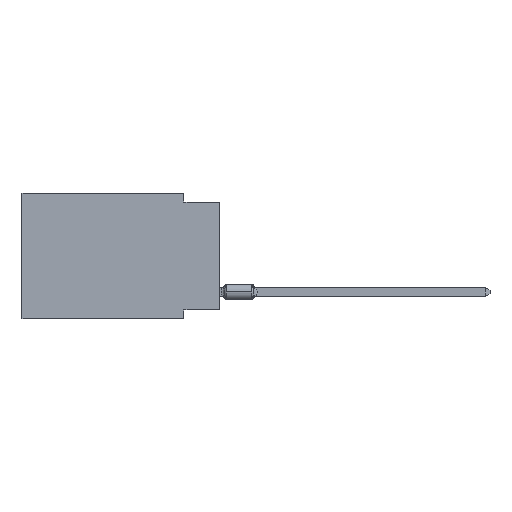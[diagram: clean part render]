
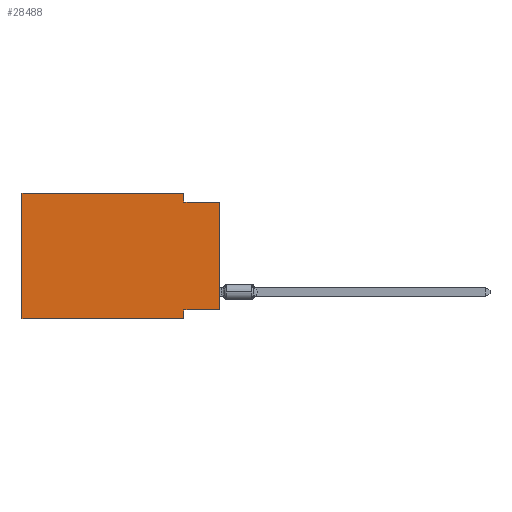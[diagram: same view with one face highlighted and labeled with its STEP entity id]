
A CAD part, left-side view. The second image highlights one B-rep face of the part: STEP entity #28488.
In plain terms, the highlighted planar face has unit normal (-1, 0, 0).
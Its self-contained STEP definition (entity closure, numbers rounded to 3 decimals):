
#531 = CARTESIAN_POINT ( 'NONE',  ( 0., 13.97, -8.89 ) ) ;
#658 = VERTEX_POINT ( 'NONE', #32655 ) ;
#820 = ORIENTED_EDGE ( 'NONE', *, *, #10368, .F. ) ;
#880 = VECTOR ( 'NONE', #20180, 1000. ) ;
#1613 = CARTESIAN_POINT ( 'NONE',  ( 0., 0., 0. ) ) ;
#2198 = VERTEX_POINT ( 'NONE', #21509 ) ;
#4674 = CARTESIAN_POINT ( 'NONE',  ( 0., 13.97, 0. ) ) ;
#4967 = LINE ( 'NONE', #17858, #24400 ) ;
#5347 = LINE ( 'NONE', #18244, #20130 ) ;
#5535 = ORIENTED_EDGE ( 'NONE', *, *, #17076, .F. ) ;
#5689 = DIRECTION ( 'NONE',  ( 1., 0., 0. ) ) ;
#6031 = VECTOR ( 'NONE', #26915, 1000. ) ;
#6098 = CARTESIAN_POINT ( 'NONE',  ( 0., 2.54, -8.255 ) ) ;
#6559 = ORIENTED_EDGE ( 'NONE', *, *, #25995, .F. ) ;
#6723 = CARTESIAN_POINT ( 'NONE',  ( 0., 0., -0.635 ) ) ;
#10368 = EDGE_CURVE ( 'NONE', #658, #27930, #5347, .T. ) ;
#10416 = DIRECTION ( 'NONE',  ( 0., 0., -1. ) ) ;
#10451 = VECTOR ( 'NONE', #22874, 1000. ) ;
#10746 = FACE_OUTER_BOUND ( 'NONE', #28855, .T. ) ;
#11766 = EDGE_CURVE ( 'NONE', #32363, #15346, #27311, .T. ) ;
#11863 = VECTOR ( 'NONE', #14673, 1000. ) ;
#12502 = VECTOR ( 'NONE', #27475, 1000. ) ;
#12551 = CARTESIAN_POINT ( 'NONE',  ( 0., 2.54, 0. ) ) ;
#12972 = DIRECTION ( 'NONE',  ( 0., -1., 0. ) ) ;
#13196 = EDGE_CURVE ( 'NONE', #28118, #658, #33986, .T. ) ;
#13225 = ORIENTED_EDGE ( 'NONE', *, *, #25057, .T. ) ;
#14534 = ORIENTED_EDGE ( 'NONE', *, *, #32403, .T. ) ;
#14673 = DIRECTION ( 'NONE',  ( 0., 0., -1. ) ) ;
#15346 = VERTEX_POINT ( 'NONE', #29422 ) ;
#16103 = CARTESIAN_POINT ( 'NONE',  ( 0., 0., -8.255 ) ) ;
#16294 = ORIENTED_EDGE ( 'NONE', *, *, #13196, .F. ) ;
#16765 = VERTEX_POINT ( 'NONE', #6723 ) ;
#16823 = CARTESIAN_POINT ( 'NONE',  ( 0., 2.54, -8.89 ) ) ;
#17076 = EDGE_CURVE ( 'NONE', #27930, #2198, #17636, .T. ) ;
#17636 = LINE ( 'NONE', #28299, #11863 ) ;
#17858 = CARTESIAN_POINT ( 'NONE',  ( 0., 0., -0.635 ) ) ;
#18244 = CARTESIAN_POINT ( 'NONE',  ( 0., 13.97, 0. ) ) ;
#19899 = LINE ( 'NONE', #1613, #10451 ) ;
#20130 = VECTOR ( 'NONE', #28740, 1000. ) ;
#20180 = DIRECTION ( 'NONE',  ( 0., 0., 1. ) ) ;
#20251 = VERTEX_POINT ( 'NONE', #30741 ) ;
#20903 = ORIENTED_EDGE ( 'NONE', *, *, #26019, .F. ) ;
#21383 = CARTESIAN_POINT ( 'NONE',  ( 0., 13.97, 0. ) ) ;
#21505 = LINE ( 'NONE', #16103, #6031 ) ;
#21509 = CARTESIAN_POINT ( 'NONE',  ( 0., 2.54, -0.635 ) ) ;
#21760 = CARTESIAN_POINT ( 'NONE',  ( 0., 13.97, -8.89 ) ) ;
#22874 = DIRECTION ( 'NONE',  ( 0., 0., 1. ) ) ;
#24400 = VECTOR ( 'NONE', #12972, 1000. ) ;
#24410 = LINE ( 'NONE', #531, #27099 ) ;
#25057 = EDGE_CURVE ( 'NONE', #20251, #16765, #19899, .T. ) ;
#25995 = EDGE_CURVE ( 'NONE', #2198, #16765, #4967, .T. ) ;
#26019 = EDGE_CURVE ( 'NONE', #20251, #32363, #21505, .T. ) ;
#26915 = DIRECTION ( 'NONE',  ( 0., 1., 0. ) ) ;
#27099 = VECTOR ( 'NONE', #27722, 1000. ) ;
#27311 = LINE ( 'NONE', #16823, #12502 ) ;
#27475 = DIRECTION ( 'NONE',  ( 0., 0., -1. ) ) ;
#27722 = DIRECTION ( 'NONE',  ( 0., -1., 0. ) ) ;
#27794 = AXIS2_PLACEMENT_3D ( 'NONE', #21383, #5689, #10416 ) ;
#27930 = VERTEX_POINT ( 'NONE', #12551 ) ;
#28118 = VERTEX_POINT ( 'NONE', #21760 ) ;
#28299 = CARTESIAN_POINT ( 'NONE',  ( 0., 2.54, 0. ) ) ;
#28488 = ADVANCED_FACE ( 'NONE', ( #10746 ), #31715, .F. ) ;
#28740 = DIRECTION ( 'NONE',  ( 0., -1., 0. ) ) ;
#28855 = EDGE_LOOP ( 'NONE', ( #13225, #6559, #5535, #820, #16294, #14534, #32667, #20903 ) ) ;
#29422 = CARTESIAN_POINT ( 'NONE',  ( 0., 2.54, -8.89 ) ) ;
#30741 = CARTESIAN_POINT ( 'NONE',  ( 0., 0., -8.255 ) ) ;
#31715 = PLANE ( 'NONE',  #27794 ) ;
#32363 = VERTEX_POINT ( 'NONE', #6098 ) ;
#32403 = EDGE_CURVE ( 'NONE', #28118, #15346, #24410, .T. ) ;
#32655 = CARTESIAN_POINT ( 'NONE',  ( 0., 13.97, 0. ) ) ;
#32667 = ORIENTED_EDGE ( 'NONE', *, *, #11766, .F. ) ;
#33986 = LINE ( 'NONE', #4674, #880 ) ;
